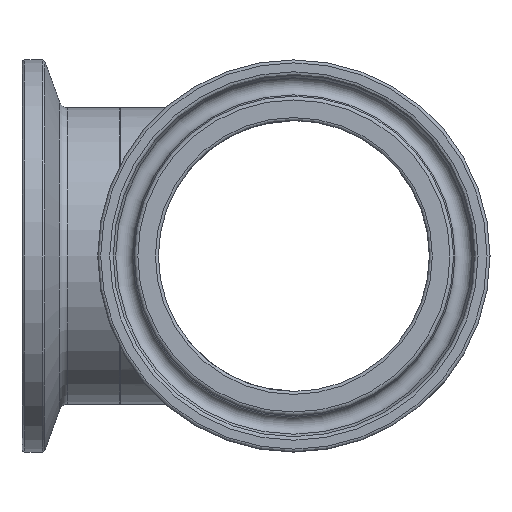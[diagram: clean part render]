
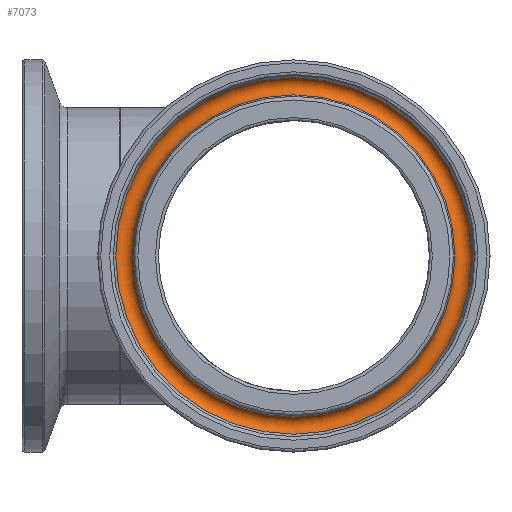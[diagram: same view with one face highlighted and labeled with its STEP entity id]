
A CAD part, left-side view. The second image highlights one B-rep face of the part: STEP entity #7073.
In plain terms, the highlighted toroidal (fillet/blend) face has major radius 21.819 mm and minor radius 1.194 mm.
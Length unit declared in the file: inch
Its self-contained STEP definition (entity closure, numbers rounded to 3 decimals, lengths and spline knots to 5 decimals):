
#39=TOROIDAL_SURFACE('',#7504,0.859,0.047);
#161=FACE_BOUND('',#1372,.T.);
#888=FACE_OUTER_BOUND('',#1371,.T.);
#1371=EDGE_LOOP('',(#6509));
#1372=EDGE_LOOP('',(#6510));
#2470=CIRCLE('',#7498,0.81483);
#2472=CIRCLE('',#7502,0.90124);
#3508=VERTEX_POINT('',#15447);
#3510=VERTEX_POINT('',#15453);
#4514=EDGE_CURVE('',#3508,#3508,#2470,.T.);
#4516=EDGE_CURVE('',#3510,#3510,#2472,.T.);
#6509=ORIENTED_EDGE('',*,*,#4516,.T.);
#6510=ORIENTED_EDGE('',*,*,#4514,.F.);
#7073=ADVANCED_FACE('',(#888,#161),#39,.F.);
#7498=AXIS2_PLACEMENT_3D('',#15448,#8798,#8799);
#7502=AXIS2_PLACEMENT_3D('',#15454,#8806,#8807);
#7504=AXIS2_PLACEMENT_3D('',#15456,#8810,#8811);
#8798=DIRECTION('center_axis',(-1.,0.,0.));
#8799=DIRECTION('ref_axis',(0.,0.,
1.));
#8806=DIRECTION('center_axis',(-1.,0.,0.));
#8807=DIRECTION('ref_axis',(0.,0.,
1.));
#8810=DIRECTION('center_axis',(-1.,0.,0.));
#8811=DIRECTION('ref_axis',(0.,0.,1.));
#15447=CARTESIAN_POINT('',(-2.84293,0.81483,0.));
#15448=CARTESIAN_POINT('Origin',(-2.84293,0.,
0.));
#15453=CARTESIAN_POINT('',(-2.8384,0.90124,0.));
#15454=CARTESIAN_POINT('Origin',(-2.8384,0.,
0.));
#15456=CARTESIAN_POINT('Origin',(-2.859,0.,0.));
